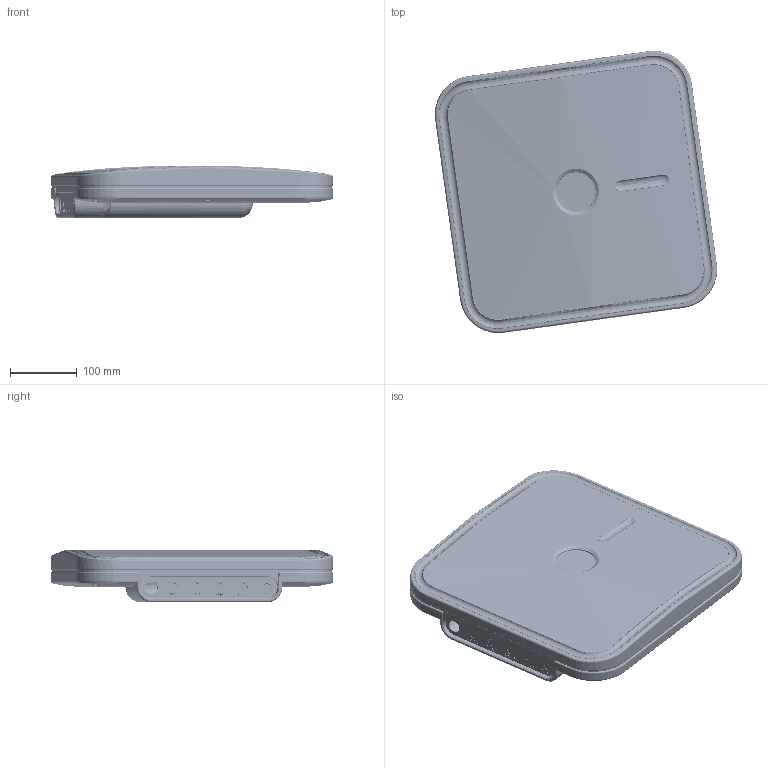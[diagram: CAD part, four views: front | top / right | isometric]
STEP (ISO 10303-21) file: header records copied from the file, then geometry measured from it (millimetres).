
FILE_DESCRIPTION(/* description */ ('WiBOX Large Slim RJ45 bez logo ','CAx-IF Rec.Pracs.---Representation and Presentation of Product Manufacturing Information (PMI)---4.0---2014-10-13'),/* implementation_level */ '2;1');
FILE_NAME(/* name */ 'WiBOX Large Slim.stp',/* time_stamp */ '2020-04-28T15:25:56+02:00',/* author */ ('Admin'),/* organization */ ('Wireless Instruments'),/* preprocessor_version */ 'ST-DEVELOPER v18',/* originating_system */ 'Autodesk Inventor 2020',/* authorisation */ '');
FILE_SCHEMA (('AP242_MANAGED_MODEL_BASED_3D_ENGINEERING_MIM_LF { 1 0 10303 442 1 1 4 }'));
Products named in the file (8): WI-BOX-0249; WI-OBD-0267; 0,23*4; WI-OBD-0259; WI-OBD-0238; WI-OBD-0256; WI-OBD-0257; DIN 965  - M4 x 22 - 4.8 - H
Assembly tree (23 placements, depth 2):
  WI-BOX-0249
    WI-OBD-0267
    0,23*4  x8
    WI-OBD-0259
    WI-OBD-0238
    WI-OBD-0256  x3
    WI-OBD-0257
    DIN 965  - M4 x 22 - 4.8 - H  x8
Bounding box: 424.64 x 424.64 x 78.9 mm (x, y, z)
Volume: 1113191.8 mm3; surface area: 951862.4 mm2
Topology: 36 solids, 36 shells, 4609 faces, 11972 edges, 7652 vertices
Faces by surface type: plane 1639, cylinder 1192, bspline 805, cone 591, torus 330, sphere 52
Full cylindrical faces by diameter (mm): 2.204 x111, 3.242 x18, 3.434 x55, 3.571 x8, 3.9 x6, 4 x16, 4.5 x8, 4.917 x8, 5 x5, 5.7 x40, 6.3 x16, 7.2 x16, 8 x16, 8.2 x8, 8.4 x8, 8.6 x8
Entity records: 221986 total; most frequent: CARTESIAN_POINT 124370, ORIENTED_EDGE 21122, DIRECTION 19608, EDGE_CURVE 10561, AXIS2_PLACEMENT_3D 7415, VERTEX_POINT 6704, LINE 4778, VECTOR 4778
